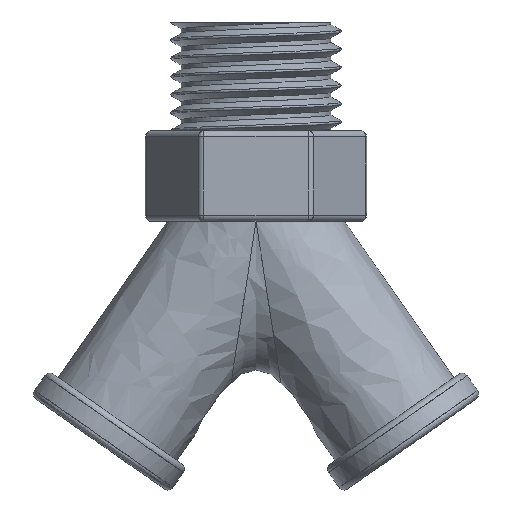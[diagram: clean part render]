
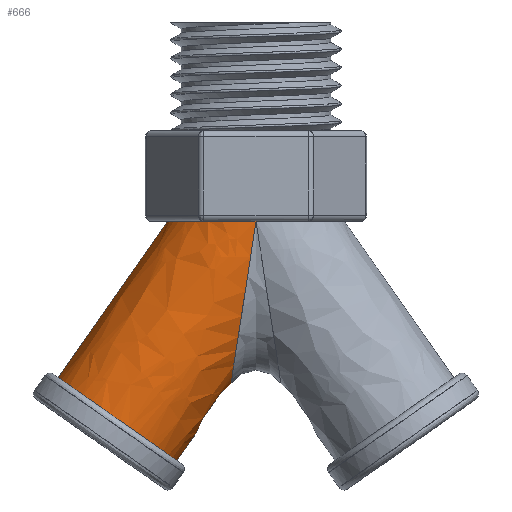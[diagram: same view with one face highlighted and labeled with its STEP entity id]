
A CAD part, top view. The second image highlights one B-rep face of the part: STEP entity #666.
In plain terms, the highlighted free-form (B-spline) face has degree [2, 1] with [7, 2] control points.
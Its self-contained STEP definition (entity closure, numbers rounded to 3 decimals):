
#666 = ADVANCED_FACE('',(#667),#758,.T.);
#667 = FACE_BOUND('',#668,.T.);
#668 = EDGE_LOOP('',(#669,#683,#690,#698,#745,#753));
#669 = ORIENTED_EDGE('',*,*,#670,.T.);
#670 = EDGE_CURVE('',#671,#673,#675,.T.);
#671 = VERTEX_POINT('',#672);
#672 = CARTESIAN_POINT('',(-32.933,-41.083,
    0.));
#673 = VERTEX_POINT('',#674);
#674 = CARTESIAN_POINT('',(-32.933,-41.083,
    0.));
#675 = ( BOUNDED_CURVE() B_SPLINE_CURVE(2,(#676,#677,#678,#679,#680,#681
,#682),.UNSPECIFIED.,.T.,.F.) B_SPLINE_CURVE_WITH_KNOTS((1,2,2,2,2,1),(
    -2.094,0.,2.094,4.189,6.283,
8.378),.UNSPECIFIED.) CURVE() GEOMETRIC_REPRESENTATION_ITEM() 
RATIONAL_B_SPLINE_CURVE((1.,0.5,1.,0.5,1.,0.5,1.)) REPRESENTATION_ITEM(
  '') );
#676 = CARTESIAN_POINT('',(-32.933,-41.083,
    0.));
#677 = CARTESIAN_POINT('',(-32.933,-41.083,
    20.886));
#678 = CARTESIAN_POINT('',(-18.116,-51.458,
    10.443));
#679 = CARTESIAN_POINT('',(-3.299,-61.832,
    0.));
#680 = CARTESIAN_POINT('',(-18.116,-51.458,
    -10.443));
#681 = CARTESIAN_POINT('',(-32.933,-41.083,
    -20.886));
#682 = CARTESIAN_POINT('',(-32.933,-41.083,
    0.));
#683 = ORIENTED_EDGE('',*,*,#684,.T.);
#684 = EDGE_CURVE('',#673,#685,#687,.T.);
#685 = VERTEX_POINT('',#686);
#686 = CARTESIAN_POINT('',(-14.721,-15.073,
    0.));
#687 = B_SPLINE_CURVE_WITH_KNOTS('',1,(#688,#689),.UNSPECIFIED.,.F.,.F.,
  (2,2),(0.,31.598),.PIECEWISE_BEZIER_KNOTS.);
#688 = CARTESIAN_POINT('',(-32.933,-41.083,
    0.));
#689 = CARTESIAN_POINT('',(-14.721,-15.073,
    0.));
#690 = ORIENTED_EDGE('',*,*,#691,.T.);
#691 = EDGE_CURVE('',#685,#692,#694,.T.);
#692 = VERTEX_POINT('',#693);
#693 = CARTESIAN_POINT('',(0.,-15.073,
    -12.059));
#694 = ( BOUNDED_CURVE() B_SPLINE_CURVE(2,(#695,#696,#697),
.UNSPECIFIED.,.F.,.F.) B_SPLINE_CURVE_WITH_KNOTS((3,3),(
0.,1.571),.PIECEWISE_BEZIER_KNOTS.) CURVE() 
GEOMETRIC_REPRESENTATION_ITEM() RATIONAL_B_SPLINE_CURVE((1.,
0.707,1.)) REPRESENTATION_ITEM('') );
#695 = CARTESIAN_POINT('',(-14.721,-15.073,
    0.));
#696 = CARTESIAN_POINT('',(-14.721,-15.073,
    -12.059));
#697 = CARTESIAN_POINT('',(0.,-15.073,
    -12.059));
#698 = ORIENTED_EDGE('',*,*,#699,.T.);
#699 = EDGE_CURVE('',#692,#700,#702,.T.);
#700 = VERTEX_POINT('',#701);
#701 = CARTESIAN_POINT('',(0.,-15.073,
    12.059));
#702 = B_SPLINE_CURVE_WITH_KNOTS('',11,(#703,#704,#705,#706,#707,#708,
    #709,#710,#711,#712,#713,#714,#715,#716,#717,#718,#719,#720,#721,
    #722,#723,#724,#725,#726,#727,#728,#729,#730,#731,#732,#733,#734,
    #735,#736,#737,#738,#739,#740,#741,#742,#743,#744),.UNSPECIFIED.,.F.
  ,.F.,(12,10,10,10,12),(0.,13.167,26.333,39.5,
    52.667),.UNSPECIFIED.);
#703 = CARTESIAN_POINT('',(0.,-15.073,
    -12.059));
#704 = CARTESIAN_POINT('',(-0.23,-16.574,
    -12.059));
#705 = CARTESIAN_POINT('',(-0.459,-18.075,
    -12.017));
#706 = CARTESIAN_POINT('',(-0.688,-19.57,
    -11.935));
#707 = CARTESIAN_POINT('',(-0.915,-21.052,
    -11.811));
#708 = CARTESIAN_POINT('',(-1.139,-22.516,
    -11.647));
#709 = CARTESIAN_POINT('',(-1.36,-23.955,
    -11.443));
#710 = CARTESIAN_POINT('',(-1.577,-25.365,
    -11.199));
#711 = CARTESIAN_POINT('',(-1.789,-26.744,
    -10.917));
#712 = CARTESIAN_POINT('',(-1.997,-28.089,
    -10.596));
#713 = CARTESIAN_POINT('',(-2.201,-29.402,
    -10.235));
#714 = CARTESIAN_POINT('',(-2.602,-31.969,
    -9.421));
#715 = CARTESIAN_POINT('',(-2.799,-33.225,
    -8.968));
#716 = CARTESIAN_POINT('',(-2.994,-34.451,
    -8.469));
#717 = CARTESIAN_POINT('',(-3.184,-35.675,
    -7.895));
#718 = CARTESIAN_POINT('',(-3.379,-36.837,
    -7.287));
#719 = CARTESIAN_POINT('',(-3.563,-38.105,
    -6.516));
#720 = CARTESIAN_POINT('',(-3.754,-39.197,
    -5.681));
#721 = CARTESIAN_POINT('',(-3.929,-40.501,
    -4.618));
#722 = CARTESIAN_POINT('',(-4.053,-41.482,
    -3.184));
#723 = CARTESIAN_POINT('',(-4.116,-41.975,
    -1.593));
#724 = CARTESIAN_POINT('',(-4.116,-41.975,
    1.593));
#725 = CARTESIAN_POINT('',(-4.053,-41.482,3.184
    ));
#726 = CARTESIAN_POINT('',(-3.929,-40.501,
    4.618));
#727 = CARTESIAN_POINT('',(-3.754,-39.197,5.681
    ));
#728 = CARTESIAN_POINT('',(-3.563,-38.105,
    6.516));
#729 = CARTESIAN_POINT('',(-3.379,-36.837,
    7.287));
#730 = CARTESIAN_POINT('',(-3.184,-35.675,
    7.895));
#731 = CARTESIAN_POINT('',(-2.994,-34.451,
    8.469));
#732 = CARTESIAN_POINT('',(-2.799,-33.225,
    8.968));
#733 = CARTESIAN_POINT('',(-2.602,-31.969,9.421
    ));
#734 = CARTESIAN_POINT('',(-2.201,-29.402,
    10.235));
#735 = CARTESIAN_POINT('',(-1.997,-28.089,
    10.596));
#736 = CARTESIAN_POINT('',(-1.789,-26.744,
    10.917));
#737 = CARTESIAN_POINT('',(-1.577,-25.365,
    11.199));
#738 = CARTESIAN_POINT('',(-1.36,-23.955,
    11.443));
#739 = CARTESIAN_POINT('',(-1.139,-22.516,
    11.647));
#740 = CARTESIAN_POINT('',(-0.915,-21.052,
    11.811));
#741 = CARTESIAN_POINT('',(-0.688,-19.57,
    11.935));
#742 = CARTESIAN_POINT('',(-0.459,-18.075,
    12.017));
#743 = CARTESIAN_POINT('',(-0.23,-16.574,
    12.059));
#744 = CARTESIAN_POINT('',(0.,-15.073,
    12.059));
#745 = ORIENTED_EDGE('',*,*,#746,.T.);
#746 = EDGE_CURVE('',#700,#747,#749,.T.);
#747 = VERTEX_POINT('',#748);
#748 = CARTESIAN_POINT('',(-14.721,-15.073,
    0.));
#749 = ( BOUNDED_CURVE() B_SPLINE_CURVE(2,(#750,#751,#752),
.UNSPECIFIED.,.F.,.F.) B_SPLINE_CURVE_WITH_KNOTS((3,3),(4.712,
6.283),.PIECEWISE_BEZIER_KNOTS.) CURVE() 
GEOMETRIC_REPRESENTATION_ITEM() RATIONAL_B_SPLINE_CURVE((1.,
0.707,1.)) REPRESENTATION_ITEM('') );
#750 = CARTESIAN_POINT('',(0.,-15.073,
    12.059));
#751 = CARTESIAN_POINT('',(-14.721,-15.073,
    12.059));
#752 = CARTESIAN_POINT('',(-14.721,-15.073,
    0.));
#753 = ORIENTED_EDGE('',*,*,#754,.T.);
#754 = EDGE_CURVE('',#747,#671,#755,.T.);
#755 = B_SPLINE_CURVE_WITH_KNOTS('',1,(#756,#757),.UNSPECIFIED.,.F.,.F.,
  (2,2),(0.,31.598),.PIECEWISE_BEZIER_KNOTS.);
#756 = CARTESIAN_POINT('',(-14.721,-15.073,
    0.));
#757 = CARTESIAN_POINT('',(-32.933,-41.083,
    0.));
#758 = ( BOUNDED_SURFACE() B_SPLINE_SURFACE(2,1,(
    (#759,#760)
    ,(#761,#762)
    ,(#763,#764)
    ,(#765,#766)
    ,(#767,#768)
    ,(#769,#770)
,(#771,#772
    )),.UNSPECIFIED.,.T.,.F.,.F.) B_SPLINE_SURFACE_WITH_KNOTS((1,2,2,2,2
    ,1),(2,2),(-2.094,0.,2.094,4.189,
    6.283,8.378),(0.,40.),.UNSPECIFIED.) 
GEOMETRIC_REPRESENTATION_ITEM() RATIONAL_B_SPLINE_SURFACE((
    (1.,1.)
    ,(0.5,0.5)
    ,(1.,1.)
    ,(0.5,0.5)
    ,(1.,1.)
    ,(0.5,0.5)
,(1.,1.))) REPRESENTATION_ITEM('') SURFACE() );
#759 = CARTESIAN_POINT('',(-9.878,-8.157,
    0.));
#760 = CARTESIAN_POINT('',(-32.933,-41.083,
    0.));
#761 = CARTESIAN_POINT('',(-9.878,-8.157,
    -20.886));
#762 = CARTESIAN_POINT('',(-32.933,-41.083,
    -20.886));
#763 = CARTESIAN_POINT('',(4.939,-18.532,
    -10.443));
#764 = CARTESIAN_POINT('',(-18.116,-51.458,
    -10.443));
#765 = CARTESIAN_POINT('',(19.756,-28.906,
    0.));
#766 = CARTESIAN_POINT('',(-3.299,-61.832,
    0.));
#767 = CARTESIAN_POINT('',(4.939,-18.532,10.443
    ));
#768 = CARTESIAN_POINT('',(-18.116,-51.458,
    10.443));
#769 = CARTESIAN_POINT('',(-9.878,-8.157,
    20.886));
#770 = CARTESIAN_POINT('',(-32.933,-41.083,
    20.886));
#771 = CARTESIAN_POINT('',(-9.878,-8.157,
    0.));
#772 = CARTESIAN_POINT('',(-32.933,-41.083,
    0.));
